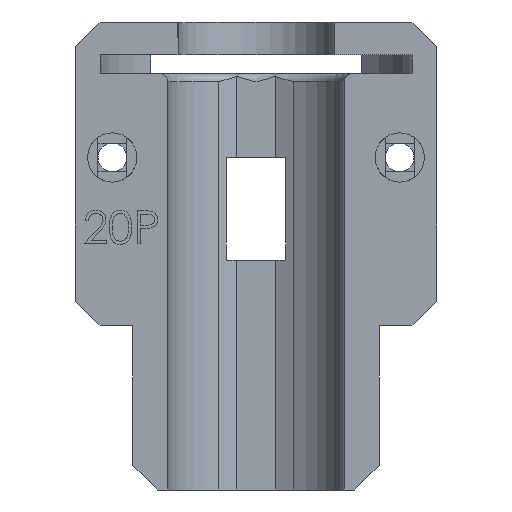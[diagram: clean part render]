
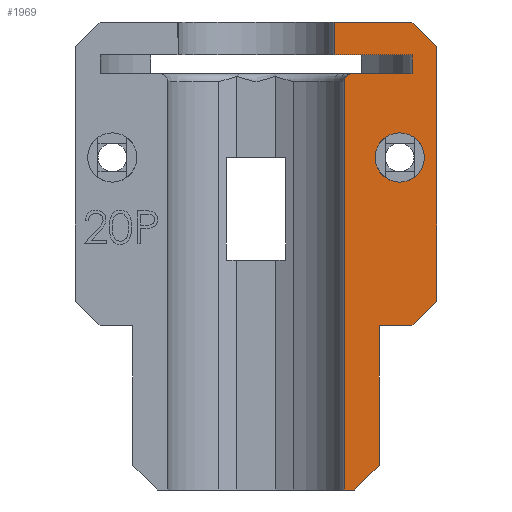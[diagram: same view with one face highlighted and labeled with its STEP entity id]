
A CAD part, front view. The second image highlights one B-rep face of the part: STEP entity #1969.
In plain terms, the highlighted planar face has unit normal (0, -1, 0).
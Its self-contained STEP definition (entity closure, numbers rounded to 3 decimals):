
#87 = ORIENTED_EDGE ( 'NONE', *, *, #3292, .T. ) ;
#112 = ORIENTED_EDGE ( 'NONE', *, *, #7293, .T. ) ;
#134 = CARTESIAN_POINT ( 'NONE',  ( 10.75, -29.975, 12.7 ) ) ;
#195 = CIRCLE ( 'NONE', #6049, 3. ) ;
#220 = FACE_OUTER_BOUND ( 'NONE', #7494, .T. ) ;
#255 = VERTEX_POINT ( 'NONE', #3923 ) ;
#263 = ORIENTED_EDGE ( 'NONE', *, *, #7608, .T. ) ;
#295 = DIRECTION ( 'NONE',  ( 1., 0., 0. ) ) ;
#341 = VECTOR ( 'NONE', #5771, 1000. ) ;
#458 = EDGE_CURVE ( 'NONE', #3102, #5151, #862, .T. ) ;
#591 = CARTESIAN_POINT ( 'NONE',  ( 17.5, -29.975, 3.5 ) ) ;
#612 = EDGE_CURVE ( 'NONE', #5993, #6244, #3721, .T. ) ;
#640 = LINE ( 'NONE', #719, #6596 ) ;
#719 = CARTESIAN_POINT ( 'NONE',  ( 22., -29.975, 0. ) ) ;
#771 = DIRECTION ( 'NONE',  ( 0., 0., -1. ) ) ;
#862 = LINE ( 'NONE', #2937, #2650 ) ;
#886 = VERTEX_POINT ( 'NONE', #7845 ) ;
#1031 = DIRECTION ( 'NONE',  ( 0., 0., -1. ) ) ;
#1036 = DIRECTION ( 'NONE',  ( 0., 0., 1. ) ) ;
#1100 = CARTESIAN_POINT ( 'NONE',  ( 0., -29.975, 16. ) ) ;
#1159 = VECTOR ( 'NONE', #3579, 1000. ) ;
#1198 = DIRECTION ( 'NONE',  ( -1., 0., 0. ) ) ;
#1241 = CARTESIAN_POINT ( 'NONE',  ( 17.5, -29.975, 3.5 ) ) ;
#1334 = LINE ( 'NONE', #3418, #7672 ) ;
#1396 = ORIENTED_EDGE ( 'NONE', *, *, #6912, .T. ) ;
#1526 = EDGE_CURVE ( 'NONE', #2447, #5993, #5259, .T. ) ;
#1559 = VECTOR ( 'NONE', #5447, 1000. ) ;
#1562 = EDGE_CURVE ( 'NONE', #5151, #3060, #1334, .T. ) ;
#1581 = CARTESIAN_POINT ( 'NONE',  ( 19., -29.975, 13.7 ) ) ;
#1693 = ORIENTED_EDGE ( 'NONE', *, *, #1562, .T. ) ;
#1969 = ADVANCED_FACE ( 'NONE', ( #220, #2811 ), #8056, .T. ) ;
#2018 = DIRECTION ( 'NONE',  ( 1., 0., 0. ) ) ;
#2065 = VECTOR ( 'NONE', #4311, 1000. ) ;
#2157 = VERTEX_POINT ( 'NONE', #4481 ) ;
#2317 = DIRECTION ( 'NONE',  ( -0.707, 0., 0.707 ) ) ;
#2377 = LINE ( 'NONE', #1100, #5752 ) ;
#2447 = VERTEX_POINT ( 'NONE', #5620 ) ;
#2490 = VERTEX_POINT ( 'NONE', #3107 ) ;
#2650 = VECTOR ( 'NONE', #1031, 1000. ) ;
#2751 = CARTESIAN_POINT ( 'NONE',  ( 19., -29.975, 0. ) ) ;
#2811 = FACE_BOUND ( 'NONE', #8116, .T. ) ;
#2831 = VERTEX_POINT ( 'NONE', #3736 ) ;
#2937 = CARTESIAN_POINT ( 'NONE',  ( 10.75, -29.975, 0. ) ) ;
#3060 = VERTEX_POINT ( 'NONE', #4601 ) ;
#3102 = VERTEX_POINT ( 'NONE', #134 ) ;
#3104 = CARTESIAN_POINT ( 'NONE',  ( 11.75, -29.975, 12.7 ) ) ;
#3107 = CARTESIAN_POINT ( 'NONE',  ( 22., -29.975, 17. ) ) ;
#3180 = DIRECTION ( 'NONE',  ( 0., 1., 0. ) ) ;
#3182 = ORIENTED_EDGE ( 'NONE', *, *, #3782, .T. ) ;
#3193 = VECTOR ( 'NONE', #1036, 1000. ) ;
#3217 = VERTEX_POINT ( 'NONE', #1581 ) ;
#3292 = EDGE_CURVE ( 'NONE', #7485, #7821, #4941, .T. ) ;
#3400 = CARTESIAN_POINT ( 'NONE',  ( 9.5, -29.975, 20. ) ) ;
#3418 = CARTESIAN_POINT ( 'NONE',  ( 0., -29.975, -37. ) ) ;
#3579 = DIRECTION ( 'NONE',  ( 0., 0., -1. ) ) ;
#3604 = CARTESIAN_POINT ( 'NONE',  ( 17.5, -29.975, 0.5 ) ) ;
#3629 = DIRECTION ( 'NONE',  ( 0.707, 0., 0.707 ) ) ;
#3652 = EDGE_CURVE ( 'NONE', #2831, #4420, #5383, .T. ) ;
#3721 = LINE ( 'NONE', #7732, #341 ) ;
#3736 = CARTESIAN_POINT ( 'NONE',  ( 17.5, -29.975, 6.5 ) ) ;
#3769 = ORIENTED_EDGE ( 'NONE', *, *, #1526, .T. ) ;
#3782 = EDGE_CURVE ( 'NONE', #2490, #7485, #7430, .T. ) ;
#3835 = DIRECTION ( 'NONE',  ( 0., 1., 0. ) ) ;
#3923 = CARTESIAN_POINT ( 'NONE',  ( 9.5, -29.975, 16. ) ) ;
#3930 = CARTESIAN_POINT ( 'NONE',  ( 0., -29.975, -17. ) ) ;
#4087 = VERTEX_POINT ( 'NONE', #4138 ) ;
#4100 = AXIS2_PLACEMENT_3D ( 'NONE', #3104, #7664, #5713 ) ;
#4138 = CARTESIAN_POINT ( 'NONE',  ( 19., -29.975, 16. ) ) ;
#4185 = AXIS2_PLACEMENT_3D ( 'NONE', #6189, #5416, #7371 ) ;
#4211 = EDGE_CURVE ( 'NONE', #3060, #886, #6284, .T. ) ;
#4221 = LINE ( 'NONE', #4905, #1159 ) ;
#4311 = DIRECTION ( 'NONE',  ( -1., 0., 0. ) ) ;
#4420 = VERTEX_POINT ( 'NONE', #3604 ) ;
#4481 = CARTESIAN_POINT ( 'NONE',  ( 11.75, -29.975, 13.7 ) ) ;
#4534 = ORIENTED_EDGE ( 'NONE', *, *, #6399, .T. ) ;
#4572 = DIRECTION ( 'NONE',  ( 1., 0., 0. ) ) ;
#4601 = CARTESIAN_POINT ( 'NONE',  ( 12., -29.975, -37. ) ) ;
#4633 = ORIENTED_EDGE ( 'NONE', *, *, #5904, .T. ) ;
#4841 = AXIS2_PLACEMENT_3D ( 'NONE', #591, #3180, #8381 ) ;
#4905 = CARTESIAN_POINT ( 'NONE',  ( 9.5, -29.975, 0. ) ) ;
#4907 = LINE ( 'NONE', #4949, #2065 ) ;
#4941 = LINE ( 'NONE', #6273, #8247 ) ;
#4949 = CARTESIAN_POINT ( 'NONE',  ( 0., -29.975, 13.7 ) ) ;
#5123 = VECTOR ( 'NONE', #3629, 1000. ) ;
#5132 = CARTESIAN_POINT ( 'NONE',  ( 19., -29.975, 20. ) ) ;
#5151 = VERTEX_POINT ( 'NONE', #7683 ) ;
#5213 = EDGE_CURVE ( 'NONE', #4420, #2831, #195, .T. ) ;
#5259 = LINE ( 'NONE', #3930, #7253 ) ;
#5319 = ORIENTED_EDGE ( 'NONE', *, *, #458, .T. ) ;
#5383 = CIRCLE ( 'NONE', #4841, 3. ) ;
#5416 = DIRECTION ( 'NONE',  ( 0., -1., 0. ) ) ;
#5447 = DIRECTION ( 'NONE',  ( 0., 0., -1. ) ) ;
#5518 = VECTOR ( 'NONE', #2317, 1000. ) ;
#5524 = EDGE_CURVE ( 'NONE', #2490, #6244, #640, .T. ) ;
#5620 = CARTESIAN_POINT ( 'NONE',  ( 15., -29.975, -17. ) ) ;
#5713 = DIRECTION ( 'NONE',  ( 0., 0., -1. ) ) ;
#5752 = VECTOR ( 'NONE', #295, 1000. ) ;
#5771 = DIRECTION ( 'NONE',  ( 0.707, 0., 0.707 ) ) ;
#5865 = ORIENTED_EDGE ( 'NONE', *, *, #4211, .T. ) ;
#5904 = EDGE_CURVE ( 'NONE', #886, #2447, #6920, .T. ) ;
#5993 = VERTEX_POINT ( 'NONE', #6412 ) ;
#6049 = AXIS2_PLACEMENT_3D ( 'NONE', #1241, #3835, #771 ) ;
#6189 = CARTESIAN_POINT ( 'NONE',  ( 0., -29.975, 0. ) ) ;
#6244 = VERTEX_POINT ( 'NONE', #6950 ) ;
#6273 = CARTESIAN_POINT ( 'NONE',  ( 0., -29.975, 20. ) ) ;
#6284 = LINE ( 'NONE', #6372, #5123 ) ;
#6372 = CARTESIAN_POINT ( 'NONE',  ( 24.5, -29.975, -24.5 ) ) ;
#6399 = EDGE_CURVE ( 'NONE', #4087, #3217, #6774, .T. ) ;
#6412 = CARTESIAN_POINT ( 'NONE',  ( 19., -29.975, -17. ) ) ;
#6439 = DIRECTION ( 'NONE',  ( 0., 0., -1. ) ) ;
#6596 = VECTOR ( 'NONE', #6439, 1000. ) ;
#6774 = LINE ( 'NONE', #2751, #1559 ) ;
#6897 = ORIENTED_EDGE ( 'NONE', *, *, #612, .T. ) ;
#6912 = EDGE_CURVE ( 'NONE', #7821, #255, #4221, .T. ) ;
#6920 = LINE ( 'NONE', #8107, #3193 ) ;
#6950 = CARTESIAN_POINT ( 'NONE',  ( 22., -29.975, -14. ) ) ;
#7102 = CIRCLE ( 'NONE', #4100, 1. ) ;
#7223 = EDGE_CURVE ( 'NONE', #255, #4087, #2377, .T. ) ;
#7253 = VECTOR ( 'NONE', #4572, 1000. ) ;
#7293 = EDGE_CURVE ( 'NONE', #2157, #3102, #7102, .T. ) ;
#7356 = ORIENTED_EDGE ( 'NONE', *, *, #3652, .T. ) ;
#7371 = DIRECTION ( 'NONE',  ( 0., 0., -1. ) ) ;
#7430 = LINE ( 'NONE', #8070, #5518 ) ;
#7485 = VERTEX_POINT ( 'NONE', #5132 ) ;
#7494 = EDGE_LOOP ( 'NONE', ( #1693, #5865, #4633, #3769, #6897, #8139, #3182, #87, #1396, #7509, #4534, #263, #112, #5319 ) ) ;
#7509 = ORIENTED_EDGE ( 'NONE', *, *, #7223, .T. ) ;
#7608 = EDGE_CURVE ( 'NONE', #3217, #2157, #4907, .T. ) ;
#7664 = DIRECTION ( 'NONE',  ( 0., -1., 0. ) ) ;
#7672 = VECTOR ( 'NONE', #2018, 1000. ) ;
#7683 = CARTESIAN_POINT ( 'NONE',  ( 10.75, -29.975, -37. ) ) ;
#7732 = CARTESIAN_POINT ( 'NONE',  ( 18., -29.975, -18. ) ) ;
#7821 = VERTEX_POINT ( 'NONE', #3400 ) ;
#7845 = CARTESIAN_POINT ( 'NONE',  ( 15., -29.975, -34. ) ) ;
#8056 = PLANE ( 'NONE',  #4185 ) ;
#8070 = CARTESIAN_POINT ( 'NONE',  ( 19.5, -29.975, 19.5 ) ) ;
#8107 = CARTESIAN_POINT ( 'NONE',  ( 15., -29.975, 0. ) ) ;
#8116 = EDGE_LOOP ( 'NONE', ( #7356, #8164 ) ) ;
#8139 = ORIENTED_EDGE ( 'NONE', *, *, #5524, .F. ) ;
#8164 = ORIENTED_EDGE ( 'NONE', *, *, #5213, .T. ) ;
#8247 = VECTOR ( 'NONE', #1198, 1000. ) ;
#8381 = DIRECTION ( 'NONE',  ( 0., 0., -1. ) ) ;
